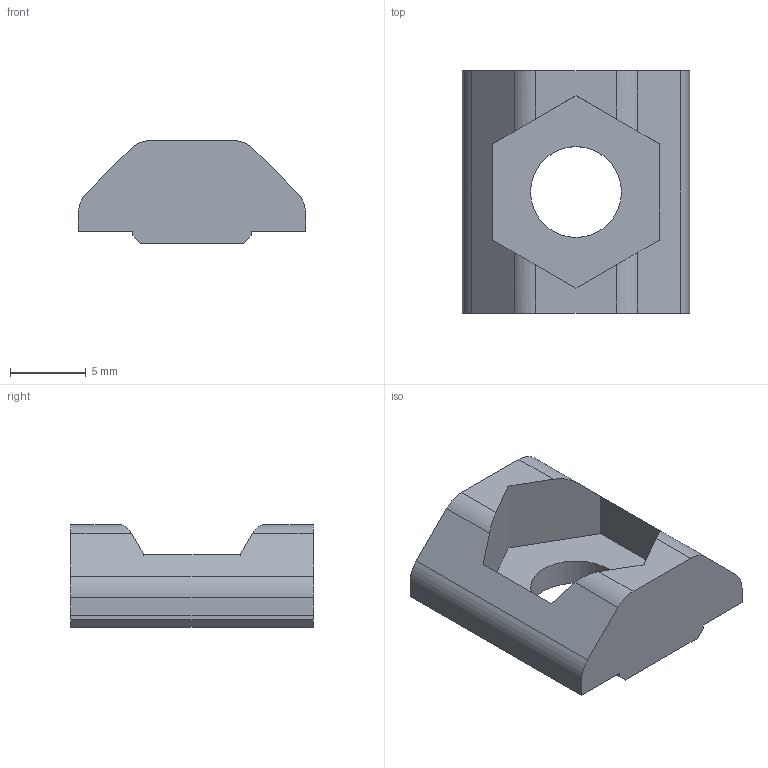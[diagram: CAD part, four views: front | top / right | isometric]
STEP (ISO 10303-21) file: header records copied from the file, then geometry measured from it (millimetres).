
FILE_DESCRIPTION(/* description */ (''),/* implementation_level */ '2;1');
FILE_NAME(/* name */ 'T-Nut 3030 M6 v4.step',/* time_stamp */ '2020-10-20T11:43:43+02:00',/* author */ (''),/* organization */ (''),/* preprocessor_version */ 'ST-DEVELOPER v18.1',/* originating_system */ 'Autodesk Translation Framework v9.3.0.1241',/* authorisation */ '');
FILE_SCHEMA (('AUTOMOTIVE_DESIGN { 1 0 10303 214 3 1 1 }'));
Length unit declared in the file: millimetre
Products named in the file (2): T-Nut 3030 M6; Component1
Assembly tree (1 placements, depth 2):
  T-Nut 3030 M6
    Component1
Bounding box: 15 x 16 x 6.8 mm (x, y, z)
Volume: 729.5 mm3; surface area: 888.9 mm2
Topology: 1 solids, 1 shells, 29 faces, 81 edges, 54 vertices
Faces by surface type: plane 22, cylinder 7
Full cylindrical faces by diameter (mm): 6 x1
Entity records: 986 total; most frequent: CARTESIAN_POINT 167, ORIENTED_EDGE 162, DIRECTION 159, EDGE_CURVE 81, LINE 67, VECTOR 67, VERTEX_POINT 54, AXIS2_PLACEMENT_3D 46
